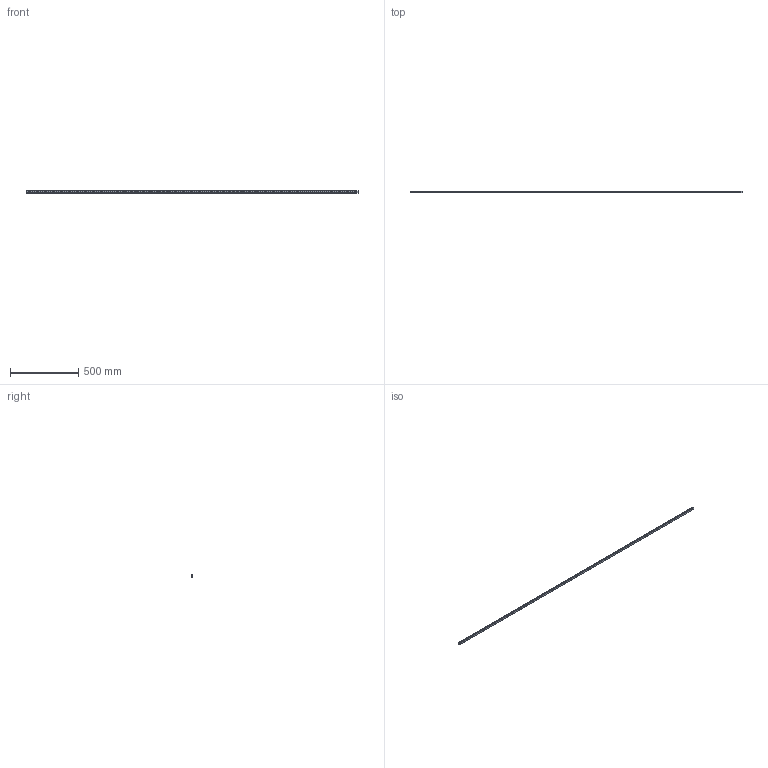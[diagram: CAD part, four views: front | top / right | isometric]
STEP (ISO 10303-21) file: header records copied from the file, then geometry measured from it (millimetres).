
FILE_DESCRIPTION (( 'STEP AP214' ), '1' );
FILE_NAME ('SSR15XTB1SS-2440LY_G20_0_PB1021B_1191-55_0_0_0.STEP', '2021-06-24T12:58:07', ( '' ), ( '' ), 'SwSTEP 2.0', 'SolidWorks 2021', '' );
FILE_SCHEMA (( 'AUTOMOTIVE_DESIGN' ));
Length unit declared in the file: millimetre
Products named in the file (2): _SSR15XTBY244020Y Track; SSR15XTB1SS-2440LY_G20_0_PB1021B_1191-55_0_0_0
Assembly tree (1 placements, depth 2):
  SSR15XTB1SS-2440LY_G20_0_PB1021B_1191-55_0_0_0
    _SSR15XTBY244020Y Track
Bounding box: 2440 x 12.5 x 15 mm (x, y, z)
Volume: 395965.7 mm3; surface area: 148713.1 mm2
Topology: 1 solids, 1 shells, 233 faces, 570 edges, 380 vertices
Faces by surface type: cylinder 172, plane 61
Entity records: 7278 total; most frequent: DIRECTION 1388, CARTESIAN_POINT 1187, ORIENTED_EDGE 1140, AXIS2_PLACEMENT_3D 581, EDGE_CURVE 570, VERTEX_POINT 380, EDGE_LOOP 356, CIRCLE 344
